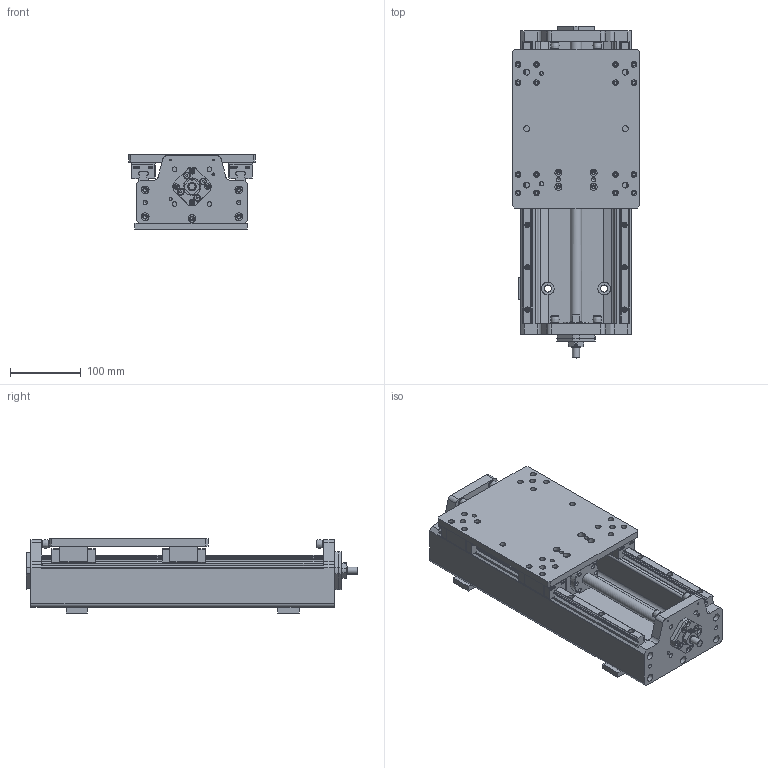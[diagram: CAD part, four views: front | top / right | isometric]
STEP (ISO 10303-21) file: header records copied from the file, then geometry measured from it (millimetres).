
FILE_DESCRIPTION((''),'2;1');
FILE_NAME('KK-HD-180-15-16XX-0400.stp','2009-03-19T17:38:15',('kurt'),(''),'Autodesk Inventor 2008','Autodesk Inventor 2008','');
FILE_SCHEMA(('AUTOMOTIVE_DESIGN { 1 0 10303 214 1 1 1 1 }'));
Length unit declared in the file: millimetre
Products named in the file (1): Part37
Bounding box: 180 x 470.5 x 105 mm (x, y, z)
Volume: 3116675.8 mm3; surface area: 479466.4 mm2
Topology: 1 solids, 19 shells, 2456 faces, 6765 edges, 4479 vertices
Faces by surface type: plane 1532, bspline 435, cylinder 367, cone 106, torus 16
Full cylindrical faces by diameter (mm): 2.459 x4, 3 x5, 3.242 x22, 3.5 x4, 3.6 x1, 4 x18, 4.134 x10, 4.5 x38, 4.917 x11, 5.5 x14, 6 x12, 6.6 x14, 7.5 x14, 8 x28, 8.376 x6, 9.5 x4, 9.6 x1, 10 x8, 10.106 x4, 11 x18, 12 x1, 15 x1, 15.12 x4, 15.36 x2, 16 x3, 17 x1, 18 x4, 20.88 x4, 24 x2, 26 x2
Entity records: 85867 total; most frequent: CARTESIAN_POINT 24851, ORIENTED_EDGE 12590, DIRECTION 10318, EDGE_CURVE 6295, VECTOR 4500, LINE 4500, VERTEX_POINT 4367, EDGE_LOOP 3128
